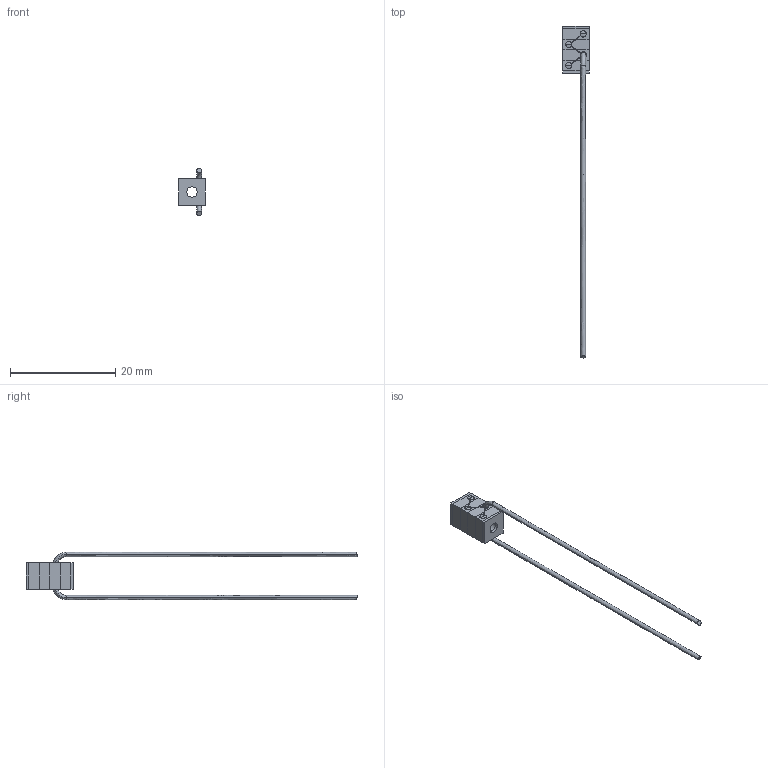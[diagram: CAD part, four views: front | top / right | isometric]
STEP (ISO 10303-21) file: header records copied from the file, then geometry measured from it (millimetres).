
FILE_DESCRIPTION (( 'STEP AP214' ), '1' );
FILE_NAME ('CTN008938.STEP', '2016-06-21T01:50:57', ( '' ), ( '' ), 'SwSTEP 2.0', 'SolidWorks 2016', '' );
FILE_SCHEMA (( 'AUTOMOTIVE_DESIGN' ));
Length unit declared in the file: millimetre
Products named in the file (1): CTN008938
Bounding box: 5 x 63.04 x 9.01 mm (x, y, z)
Volume: 264 mm3; surface area: 827.6 mm2
Topology: 3 solids, 3 shells, 132 faces, 366 edges, 236 vertices
Faces by surface type: plane 58, cylinder 34, bspline 28, sphere 12
Entity records: 7820 total; most frequent: CARTESIAN_POINT 3281, ORIENTED_EDGE 732, DIRECTION 576, EDGE_CURVE 366, VERTEX_POINT 236, AXIS2_PLACEMENT_3D 205, LINE 166, VECTOR 166
